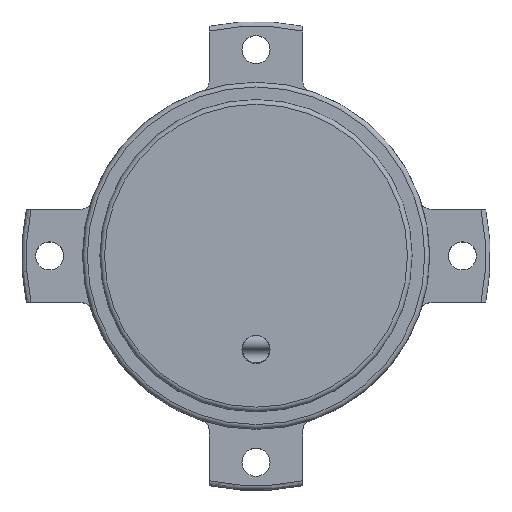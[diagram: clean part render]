
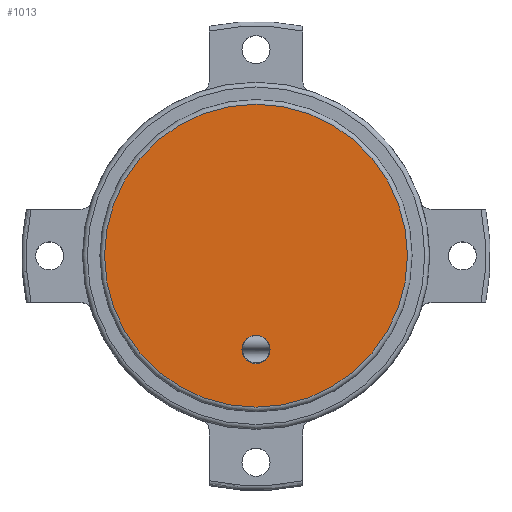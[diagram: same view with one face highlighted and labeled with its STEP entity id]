
A CAD part, top view. The second image highlights one B-rep face of the part: STEP entity #1013.
In plain terms, the highlighted planar face has unit normal (0, 0, 1).
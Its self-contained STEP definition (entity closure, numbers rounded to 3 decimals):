
#30=FACE_BOUND('',#173,.T.);
#61=PLANE('',#1147);
#110=FACE_OUTER_BOUND('',#172,.T.);
#172=EDGE_LOOP('',(#865));
#173=EDGE_LOOP('',(#866));
#369=CIRCLE('',#1145,16.15);
#370=CIRCLE('',#1148,1.5);
#458=VERTEX_POINT('',#1786);
#459=VERTEX_POINT('',#1792);
#594=EDGE_CURVE('',#458,#458,#369,.T.);
#596=EDGE_CURVE('',#459,#459,#370,.T.);
#865=ORIENTED_EDGE('',*,*,#594,.F.);
#866=ORIENTED_EDGE('',*,*,#596,.T.);
#1013=ADVANCED_FACE('',(#110,#30),#61,.F.);
#1145=AXIS2_PLACEMENT_3D('',#1788,#1428,#1429);
#1147=AXIS2_PLACEMENT_3D('',#1791,#1433,#1434);
#1148=AXIS2_PLACEMENT_3D('',#1793,#1435,#1436);
#1428=DIRECTION('center_axis',(0.,0.,-1.));
#1429=DIRECTION('ref_axis',(-1.,0.,0.));
#1433=DIRECTION('center_axis',(0.,0.,-1.));
#1434=DIRECTION('ref_axis',(-1.,0.,0.));
#1435=DIRECTION('center_axis',(0.,0.,-1.));
#1436=DIRECTION('ref_axis',(-1.,0.,0.));
#1786=CARTESIAN_POINT('',(16.15,0.,4.8));
#1788=CARTESIAN_POINT('Origin',(0.,0.,4.8));
#1791=CARTESIAN_POINT('Origin',(0.,0.,4.8));
#1792=CARTESIAN_POINT('',(1.5,-10.,4.8));
#1793=CARTESIAN_POINT('Origin',(0.,-10.,4.8));
